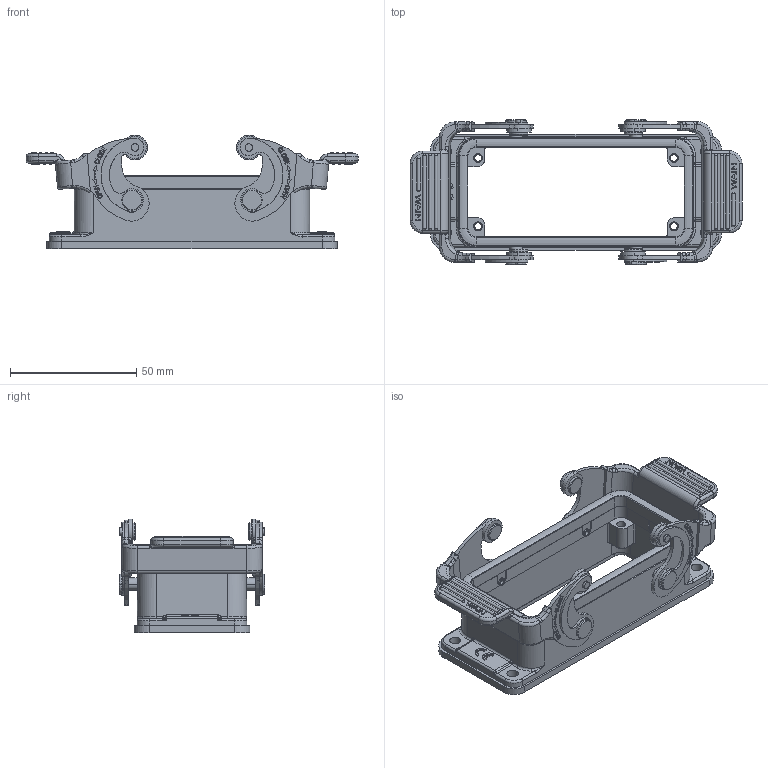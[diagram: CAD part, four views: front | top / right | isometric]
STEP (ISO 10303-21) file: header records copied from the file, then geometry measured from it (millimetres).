
FILE_DESCRIPTION(/* description */ (''),/* implementation_level */ '2;1');
FILE_NAME(/* name */ '3D_1240163411001_HV16B-BK-2L_SC_V1.1.stp',/* time_stamp */ '2024-01-04T15:22:09+08:00',/* author */ (''),/* organization */ (''),/* preprocessor_version */ 'ST-DEVELOPER v18.1',/* originating_system */ 'SIEMENS PLM Software NX 1980',/* authorisation */ '');
FILE_SCHEMA (('AUTOMOTIVE_DESIGN { 1 0 10303 214 3 1 1 1 }'));
Products named in the file (1): 14593830C5E2pssk
Bounding box: 131.3 x 57.5 x 45 mm (x, y, z)
Volume: 47993.8 mm3; surface area: 36851.5 mm2
Topology: 7 solids, 12 shells, 1590 faces, 4240 edges, 2753 vertices
Faces by surface type: plane 761, cylinder 496, torus 112, extrusion 81, bspline 49, cone 48, sphere 40, revolution 3
Entity records: 62602 total; most frequent: CARTESIAN_POINT 16440, ORIENTED_EDGE 8362, DIRECTION 7144, EDGE_CURVE 4189, VERTEX_POINT 2753, AXIS2_PLACEMENT_3D 2524, VECTOR 2093, LINE 2012
